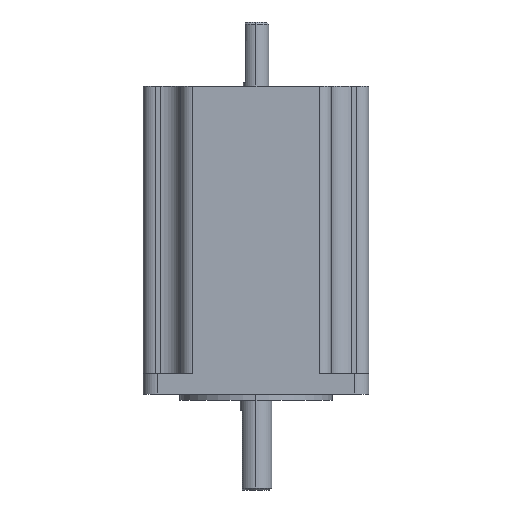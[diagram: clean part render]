
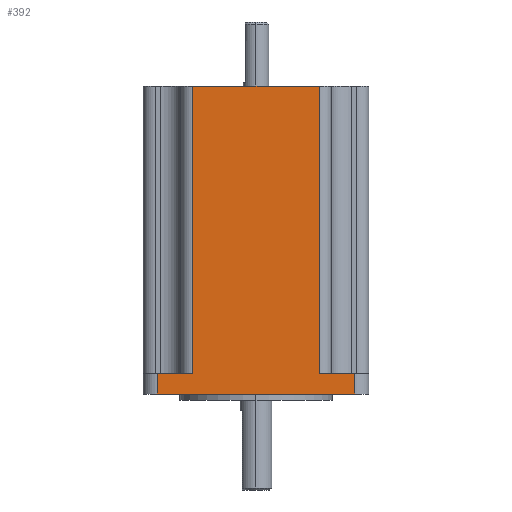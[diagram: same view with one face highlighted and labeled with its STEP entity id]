
A CAD part, left-side view. The second image highlights one B-rep face of the part: STEP entity #392.
In plain terms, the highlighted planar face has unit normal (-1, 0, 0).
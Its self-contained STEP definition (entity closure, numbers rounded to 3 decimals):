
#62 = VECTOR ( 'NONE', #1622, 1000. ) ;
#144 = VECTOR ( 'NONE', #1705, 1000. ) ;
#189 = FACE_OUTER_BOUND ( 'NONE', #1670, .T. ) ;
#236 = LINE ( 'NONE', #1121, #1806 ) ;
#237 = LINE ( 'NONE', #1119, #1802 ) ;
#242 = LINE ( 'NONE', #1106, #1798 ) ;
#244 = LINE ( 'NONE', #1103, #1796 ) ;
#251 = ORIENTED_EDGE ( 'NONE', *, *, #710, .F. ) ;
#252 = ORIENTED_EDGE ( 'NONE', *, *, #719, .T. ) ;
#253 = ORIENTED_EDGE ( 'NONE', *, *, #445, .T. ) ;
#254 = ORIENTED_EDGE ( 'NONE', *, *, #444, .F. ) ;
#255 = ORIENTED_EDGE ( 'NONE', *, *, #735, .F. ) ;
#256 = ORIENTED_EDGE ( 'NONE', *, *, #440, .T. ) ;
#257 = ORIENTED_EDGE ( 'NONE', *, *, #700, .F. ) ;
#258 = ORIENTED_EDGE ( 'NONE', *, *, #439, .T. ) ;
#392 = ADVANCED_FACE ( 'NONE', ( #189 ), #587, .F. ) ;
#439 = EDGE_CURVE ( 'NONE', #868, #857, #236, .T. ) ;
#440 = EDGE_CURVE ( 'NONE', #658, #869, #237, .T. ) ;
#444 = EDGE_CURVE ( 'NONE', #659, #858, #242, .T. ) ;
#445 = EDGE_CURVE ( 'NONE', #856, #859, #244, .T. ) ;
#585 = CARTESIAN_POINT ( 'NONE',  ( -28.2, 28.2, 5.08 ) ) ;
#587 = PLANE ( 'NONE',  #1435 ) ;
#658 = VERTEX_POINT ( 'NONE', #994 ) ;
#659 = VERTEX_POINT ( 'NONE', #993 ) ;
#700 = EDGE_CURVE ( 'NONE', #868, #869, #1166, .T. ) ;
#710 = EDGE_CURVE ( 'NONE', #858, #859, #1171, .T. ) ;
#719 = EDGE_CURVE ( 'NONE', #857, #856, #1172, .T. ) ;
#735 = EDGE_CURVE ( 'NONE', #658, #659, #1179, .T. ) ;
#856 = VERTEX_POINT ( 'NONE', #938 ) ;
#857 = VERTEX_POINT ( 'NONE', #933 ) ;
#858 = VERTEX_POINT ( 'NONE', #930 ) ;
#859 = VERTEX_POINT ( 'NONE', #927 ) ;
#868 = VERTEX_POINT ( 'NONE', #939 ) ;
#869 = VERTEX_POINT ( 'NONE', #937 ) ;
#927 = CARTESIAN_POINT ( 'NONE',  ( -28.2, -24.7, 5.08 ) ) ;
#930 = CARTESIAN_POINT ( 'NONE',  ( -28.2, -15.8, 5.08 ) ) ;
#933 = CARTESIAN_POINT ( 'NONE',  ( -28.2, 24.7, 0. ) ) ;
#937 = CARTESIAN_POINT ( 'NONE',  ( -28.2, 15.8, 5.08 ) ) ;
#938 = CARTESIAN_POINT ( 'NONE',  ( -28.2, -24.7, 0. ) ) ;
#939 = CARTESIAN_POINT ( 'NONE',  ( -28.2, 24.7, 5.08 ) ) ;
#993 = CARTESIAN_POINT ( 'NONE',  ( -28.2, -15.8, 77. ) ) ;
#994 = CARTESIAN_POINT ( 'NONE',  ( -28.2, 15.8, 77. ) ) ;
#1102 = DIRECTION ( 'NONE',  ( 0., 0., 1. ) ) ;
#1103 = CARTESIAN_POINT ( 'NONE',  ( -28.2, -24.7, 5.08 ) ) ;
#1105 = DIRECTION ( 'NONE',  ( 0., 0., -1. ) ) ;
#1106 = CARTESIAN_POINT ( 'NONE',  ( -28.2, -15.8, 77. ) ) ;
#1118 = DIRECTION ( 'NONE',  ( 0., 0., -1. ) ) ;
#1119 = CARTESIAN_POINT ( 'NONE',  ( -28.2, 15.8, 77. ) ) ;
#1120 = DIRECTION ( 'NONE',  ( 0., 0., -1. ) ) ;
#1121 = CARTESIAN_POINT ( 'NONE',  ( -28.2, 24.7, 5.08 ) ) ;
#1166 = LINE ( 'NONE', #1339, #1850 ) ;
#1171 = LINE ( 'NONE', #1345, #1805 ) ;
#1172 = LINE ( 'NONE', #1623, #62 ) ;
#1179 = LINE ( 'NONE', #1707, #144 ) ;
#1339 = CARTESIAN_POINT ( 'NONE',  ( -28.2, 28.2, 5.08 ) ) ;
#1343 = DIRECTION ( 'NONE',  ( 0., -1., 0. ) ) ;
#1345 = CARTESIAN_POINT ( 'NONE',  ( -28.2, 28.2, 5.08 ) ) ;
#1380 = DIRECTION ( 'NONE',  ( 0., -1., 0. ) ) ;
#1435 = AXIS2_PLACEMENT_3D ( 'NONE', #585, #1965, #1955 ) ;
#1622 = DIRECTION ( 'NONE',  ( 0., -1., 0. ) ) ;
#1623 = CARTESIAN_POINT ( 'NONE',  ( -28.2, 28.2, 0. ) ) ;
#1670 = EDGE_LOOP ( 'NONE', ( #252, #253, #251, #254, #255, #256, #257, #258 ) ) ;
#1705 = DIRECTION ( 'NONE',  ( 0., -1., 0. ) ) ;
#1707 = CARTESIAN_POINT ( 'NONE',  ( -28.2, 15.8, 77. ) ) ;
#1796 = VECTOR ( 'NONE', #1102, 1000. ) ;
#1798 = VECTOR ( 'NONE', #1105, 1000. ) ;
#1802 = VECTOR ( 'NONE', #1118, 1000. ) ;
#1805 = VECTOR ( 'NONE', #1343, 1000. ) ;
#1806 = VECTOR ( 'NONE', #1120, 1000. ) ;
#1850 = VECTOR ( 'NONE', #1380, 1000. ) ;
#1955 = DIRECTION ( 'NONE',  ( 0., 1., 0. ) ) ;
#1965 = DIRECTION ( 'NONE',  ( 1., 0., 0. ) ) ;
